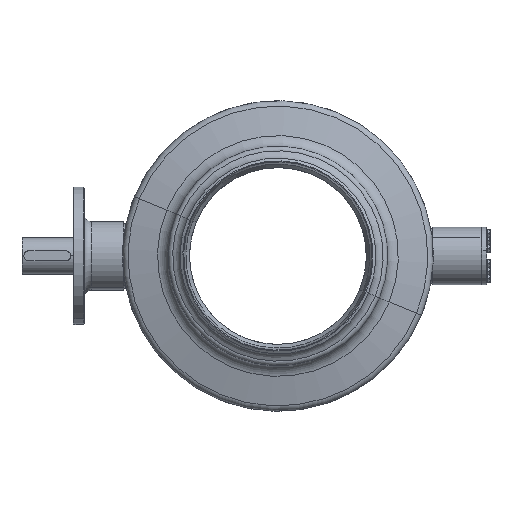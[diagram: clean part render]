
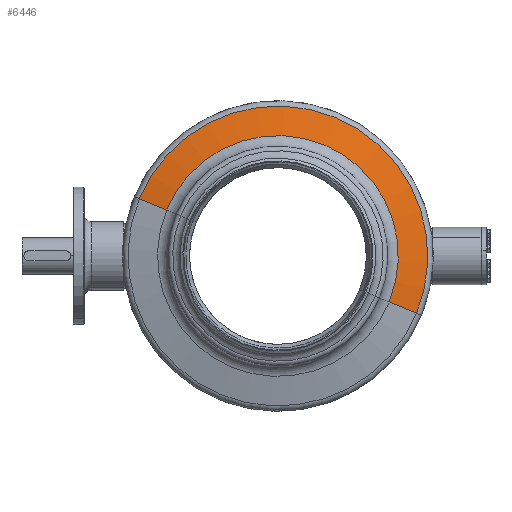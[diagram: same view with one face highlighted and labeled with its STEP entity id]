
A CAD part, left-side view. The second image highlights one B-rep face of the part: STEP entity #6446.
In plain terms, the highlighted conical face has half-angle 76.647 degrees and reference radius 262.071 mm.
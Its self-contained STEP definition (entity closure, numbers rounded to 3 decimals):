
#776 = DIRECTION ( 'NONE',  ( 0., 0., -1. ) ) ;
#1205 = LINE ( 'NONE', #3812, #4476 ) ;
#1251 = CONICAL_SURFACE ( 'NONE', #5231, 262.071, 1.338 ) ;
#1579 = EDGE_CURVE ( 'NONE', #10127, #2051, #1205, .T. ) ;
#1641 = VERTEX_POINT ( 'NONE', #10079 ) ;
#1956 = CARTESIAN_POINT ( 'NONE',  ( 0., 44.477, 0. ) ) ;
#2051 = VERTEX_POINT ( 'NONE', #11081 ) ;
#2153 = ORIENTED_EDGE ( 'NONE', *, *, #1579, .F. ) ;
#2248 = ORIENTED_EDGE ( 'NONE', *, *, #4388, .T. ) ;
#2737 = CARTESIAN_POINT ( 'NONE',  ( 0., 44.477, -262.071 ) ) ;
#2847 = LINE ( 'NONE', #8829, #11091 ) ;
#3229 = AXIS2_PLACEMENT_3D ( 'NONE', #7565, #11017, #8461 ) ;
#3610 = EDGE_CURVE ( 'NONE', #1641, #2051, #4133, .T. ) ;
#3627 = ORIENTED_EDGE ( 'NONE', *, *, #3610, .T. ) ;
#3812 = CARTESIAN_POINT ( 'NONE',  ( 0., 44.477, -262.071 ) ) ;
#3968 = EDGE_CURVE ( 'NONE', #5715, #10127, #4263, .T. ) ;
#4133 = CIRCLE ( 'NONE', #3229, 326.286 ) ;
#4263 = CIRCLE ( 'NONE', #8381, 262.071 ) ;
#4388 = EDGE_CURVE ( 'NONE', #5715, #1641, #2847, .T. ) ;
#4476 = VECTOR ( 'NONE', #4661, 1000. ) ;
#4661 = DIRECTION ( 'NONE',  ( 0., 0.231, -0.973 ) ) ;
#4854 = DIRECTION ( 'NONE',  ( 0., -1., 0. ) ) ;
#5231 = AXIS2_PLACEMENT_3D ( 'NONE', #1956, #10483, #8838 ) ;
#5715 = VERTEX_POINT ( 'NONE', #7529 ) ;
#6410 = DIRECTION ( 'NONE',  ( 0., 0.231, 0.973 ) ) ;
#6446 = ADVANCED_FACE ( 'NONE', ( #10380 ), #1251, .T. ) ;
#6829 = ORIENTED_EDGE ( 'NONE', *, *, #3968, .F. ) ;
#7529 = CARTESIAN_POINT ( 'NONE',  ( 0., 44.477, 262.071 ) ) ;
#7565 = CARTESIAN_POINT ( 'NONE',  ( 0., 59.719, 0. ) ) ;
#7774 = EDGE_LOOP ( 'NONE', ( #2153, #6829, #2248, #3627 ) ) ;
#8331 = CARTESIAN_POINT ( 'NONE',  ( 0., 44.477, 0. ) ) ;
#8381 = AXIS2_PLACEMENT_3D ( 'NONE', #8331, #4854, #776 ) ;
#8461 = DIRECTION ( 'NONE',  ( 0., 0., -1. ) ) ;
#8829 = CARTESIAN_POINT ( 'NONE',  ( 0., 44.477, 262.071 ) ) ;
#8838 = DIRECTION ( 'NONE',  ( 0., 0., 1. ) ) ;
#10079 = CARTESIAN_POINT ( 'NONE',  ( 0., 59.719, 326.286 ) ) ;
#10127 = VERTEX_POINT ( 'NONE', #2737 ) ;
#10380 = FACE_OUTER_BOUND ( 'NONE', #7774, .T. ) ;
#10483 = DIRECTION ( 'NONE',  ( 0., 1., 0. ) ) ;
#11017 = DIRECTION ( 'NONE',  ( 0., -1., 0. ) ) ;
#11081 = CARTESIAN_POINT ( 'NONE',  ( 0., 59.719, -326.286 ) ) ;
#11091 = VECTOR ( 'NONE', #6410, 1000. ) ;
